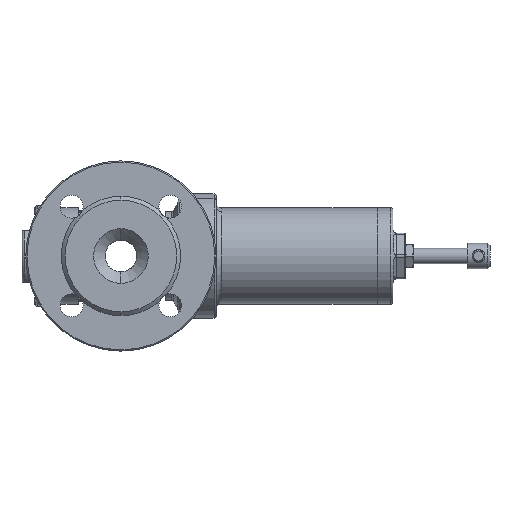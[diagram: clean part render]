
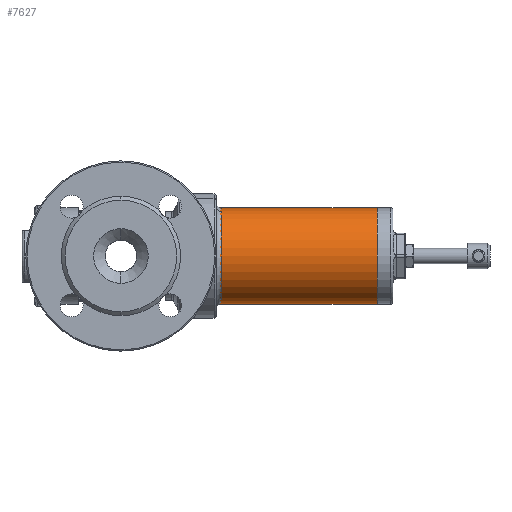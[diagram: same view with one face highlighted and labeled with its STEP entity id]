
A CAD part, left-side view. The second image highlights one B-rep face of the part: STEP entity #7627.
In plain terms, the highlighted cylindrical face has radius 38 mm (diameter 76 mm), a partial arc.
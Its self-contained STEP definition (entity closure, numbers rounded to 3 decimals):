
#107 = ORIENTED_EDGE ( 'NONE', *, *, #4476, .T. ) ;
#2478 = EDGE_CURVE ( 'NONE', #4341, #7681, #16651, .T. ) ;
#3578 = CARTESIAN_POINT ( 'NONE',  ( 0., -75.5, -38. ) ) ;
#4341 = VERTEX_POINT ( 'NONE', #17639 ) ;
#4476 = EDGE_CURVE ( 'NONE', #8880, #7681, #10677, .T. ) ;
#5923 = CYLINDRICAL_SURFACE ( 'NONE', #18569, 38. ) ;
#6013 = ORIENTED_EDGE ( 'NONE', *, *, #16117, .T. ) ;
#6435 = CARTESIAN_POINT ( 'NONE',  ( 0., -203.5, -38. ) ) ;
#6846 = VERTEX_POINT ( 'NONE', #17485 ) ;
#7627 = ADVANCED_FACE ( 'NONE', ( #14912 ), #5923, .T. ) ;
#7681 = VERTEX_POINT ( 'NONE', #3578 ) ;
#7933 = CARTESIAN_POINT ( 'NONE',  ( 0., -203.5, 0. ) ) ;
#8128 = AXIS2_PLACEMENT_3D ( 'NONE', #9114, #16777, #16577 ) ;
#8692 = DIRECTION ( 'NONE',  ( 0., 1., 0. ) ) ;
#8880 = VERTEX_POINT ( 'NONE', #15424 ) ;
#9114 = CARTESIAN_POINT ( 'NONE',  ( 0., -75.5, 0. ) ) ;
#9444 = DIRECTION ( 'NONE',  ( 0., 0., 1. ) ) ;
#10677 = CIRCLE ( 'NONE', #8128, 38. ) ;
#12638 = VECTOR ( 'NONE', #13971, 1000. ) ;
#13164 = DIRECTION ( 'NONE',  ( 0., 1., 0. ) ) ;
#13317 = CARTESIAN_POINT ( 'NONE',  ( 0., -202., 0. ) ) ;
#13971 = DIRECTION ( 'NONE',  ( 0., 1., 0. ) ) ;
#14790 = DIRECTION ( 'NONE',  ( 0., 0., -1. ) ) ;
#14912 = FACE_OUTER_BOUND ( 'NONE', #17609, .T. ) ;
#15166 = LINE ( 'NONE', #19326, #17036 ) ;
#15424 = CARTESIAN_POINT ( 'NONE',  ( 0., -75.5, 38. ) ) ;
#15442 = ORIENTED_EDGE ( 'NONE', *, *, #16390, .T. ) ;
#15498 = ORIENTED_EDGE ( 'NONE', *, *, #2478, .F. ) ;
#16117 = EDGE_CURVE ( 'NONE', #6846, #8880, #15166, .T. ) ;
#16390 = EDGE_CURVE ( 'NONE', #4341, #6846, #18460, .T. ) ;
#16577 = DIRECTION ( 'NONE',  ( 0., 0., -1. ) ) ;
#16651 = LINE ( 'NONE', #6435, #12638 ) ;
#16777 = DIRECTION ( 'NONE',  ( 0., -1., 0. ) ) ;
#17036 = VECTOR ( 'NONE', #13164, 1000. ) ;
#17485 = CARTESIAN_POINT ( 'NONE',  ( 0., -202., 38. ) ) ;
#17609 = EDGE_LOOP ( 'NONE', ( #15498, #15442, #6013, #107 ) ) ;
#17639 = CARTESIAN_POINT ( 'NONE',  ( 0., -202., -38. ) ) ;
#18460 = CIRCLE ( 'NONE', #19080, 38. ) ;
#18520 = DIRECTION ( 'NONE',  ( 0., 1., 0. ) ) ;
#18569 = AXIS2_PLACEMENT_3D ( 'NONE', #7933, #18520, #9444 ) ;
#19080 = AXIS2_PLACEMENT_3D ( 'NONE', #13317, #8692, #14790 ) ;
#19326 = CARTESIAN_POINT ( 'NONE',  ( 0., -203.5, 38. ) ) ;
